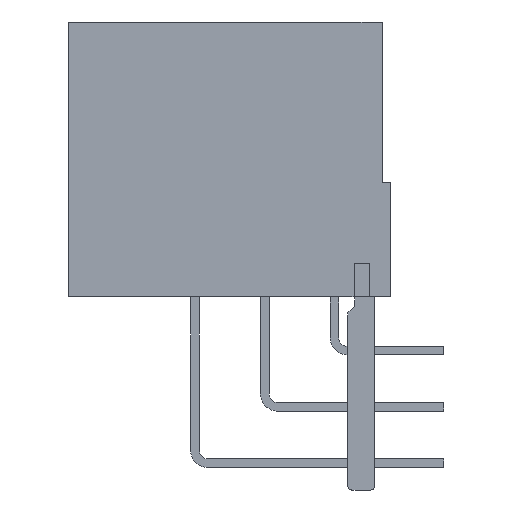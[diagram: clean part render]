
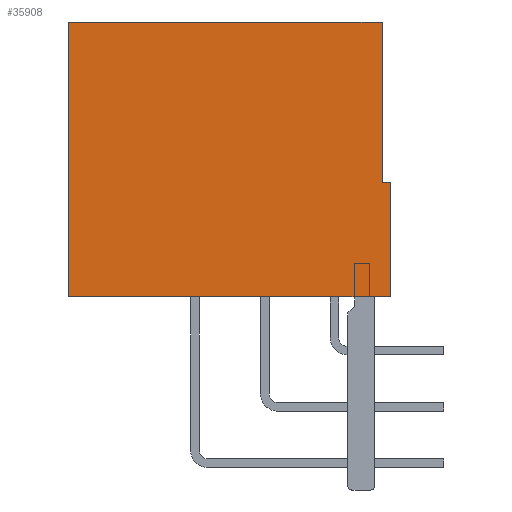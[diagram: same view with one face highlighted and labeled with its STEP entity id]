
A CAD part, left-side view. The second image highlights one B-rep face of the part: STEP entity #35908.
In plain terms, the highlighted planar face has unit normal (-1, 0, 0).
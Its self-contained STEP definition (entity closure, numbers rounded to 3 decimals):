
#72=DIRECTION('',(0.,1.,0.));
#73=VECTOR('',#72,23.4);
#74=CARTESIAN_POINT('',(-66.95,-11.7,0.));
#75=LINE('',#74,#73);
#1032=DIRECTION('',(0.,-1.,0.));
#1033=VECTOR('',#1032,0.6);
#1034=CARTESIAN_POINT('',(-66.95,-11.7,-12.));
#1035=LINE('',#1034,#1033);
#1036=DIRECTION('',(0.,1.,0.));
#1037=VECTOR('',#1036,24.);
#1038=CARTESIAN_POINT('',(-66.95,-12.3,-20.5));
#1039=LINE('',#1038,#1037);
#1040=DIRECTION('',(0.,0.,1.));
#1041=VECTOR('',#1040,20.5);
#1042=CARTESIAN_POINT('',(-66.95,11.7,-20.5));
#1043=LINE('',#1042,#1041);
#1056=DIRECTION('',(0.,0.,1.));
#1057=VECTOR('',#1056,12.);
#1058=CARTESIAN_POINT('',(-66.95,-11.7,-12.));
#1059=LINE('',#1058,#1057);
#1365=DIRECTION('',(0.,0.,-1.));
#1366=VECTOR('',#1365,8.5);
#1367=CARTESIAN_POINT('',(-66.95,-12.3,-12.));
#1368=LINE('',#1367,#1366);
#26782=CARTESIAN_POINT('',(-66.95,-11.7,0.));
#26783=CARTESIAN_POINT('',(-66.95,11.7,0.));
#26784=VERTEX_POINT('',#26782);
#26785=VERTEX_POINT('',#26783);
#26790=CARTESIAN_POINT('',(-66.95,11.7,-20.5));
#26792=VERTEX_POINT('',#26790);
#28335=CARTESIAN_POINT('',(-66.95,-12.3,-12.));
#28337=VERTEX_POINT('',#28335);
#28338=CARTESIAN_POINT('',(-66.95,-12.3,-20.5));
#28339=VERTEX_POINT('',#28338);
#28350=CARTESIAN_POINT('',(-66.95,-11.7,-12.));
#28352=VERTEX_POINT('',#28350);
#35890=CARTESIAN_POINT('',(-66.95,11.7,0.));
#35891=DIRECTION('',(-1.,0.,0.));
#35892=DIRECTION('',(0.,-1.,0.));
#35893=AXIS2_PLACEMENT_3D('',#35890,#35891,#35892);
#35894=PLANE('',#35893);
#35896=ORIENTED_EDGE('',*,*,#35895,.F.);
#35898=ORIENTED_EDGE('',*,*,#35897,.T.);
#35900=ORIENTED_EDGE('',*,*,#35899,.T.);
#35902=ORIENTED_EDGE('',*,*,#35901,.T.);
#35904=ORIENTED_EDGE('',*,*,#35903,.T.);
#35905=ORIENTED_EDGE('',*,*,#35399,.F.);
#35906=EDGE_LOOP('',(#35896,#35898,#35900,#35902,#35904,#35905));
#35907=FACE_OUTER_BOUND('',#35906,.F.);
#35908=ADVANCED_FACE('',(#35907),#35894,.T.);
#35399=EDGE_CURVE('',#26784,#26785,#75,.T.);
#35895=EDGE_CURVE('',#28352,#26784,#1059,.T.);
#35897=EDGE_CURVE('',#28352,#28337,#1035,.T.);
#35899=EDGE_CURVE('',#28337,#28339,#1368,.T.);
#35901=EDGE_CURVE('',#28339,#26792,#1039,.T.);
#35903=EDGE_CURVE('',#26792,#26785,#1043,.T.);
